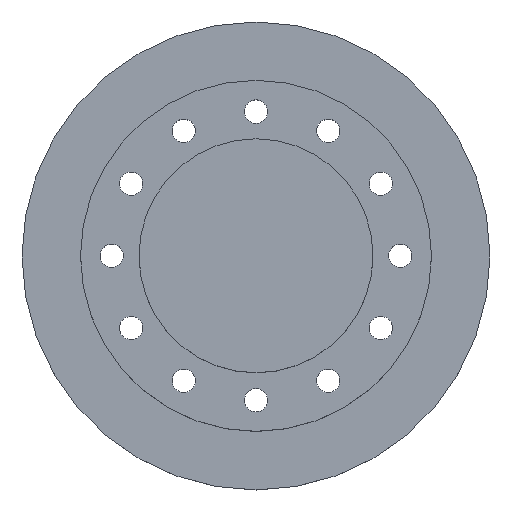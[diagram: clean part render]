
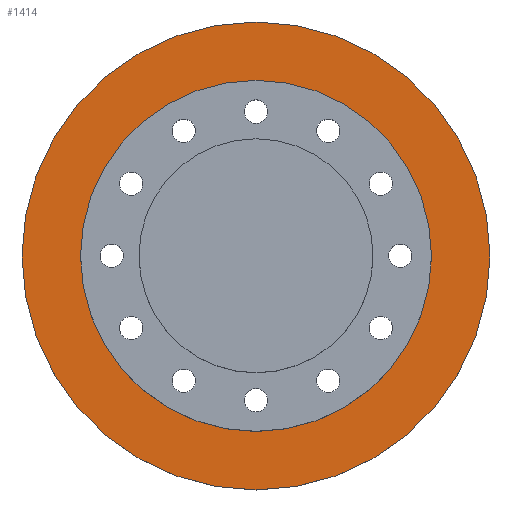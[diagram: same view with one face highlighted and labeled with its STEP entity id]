
A CAD part, top view. The second image highlights one B-rep face of the part: STEP entity #1414.
In plain terms, the highlighted planar face has unit normal (0, 0, 1).
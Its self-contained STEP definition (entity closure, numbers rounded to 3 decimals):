
#18 = DIRECTION ( 'NONE',  ( -1., 0., 0. ) ) ;
#22 = AXIS2_PLACEMENT_3D ( 'NONE', #1641, #1892, #1336 ) ;
#109 = EDGE_CURVE ( 'NONE', #2244, #612, #686, .T. ) ;
#265 = CARTESIAN_POINT ( 'NONE',  ( 0., 0., 3. ) ) ;
#287 = CARTESIAN_POINT ( 'NONE',  ( 30., 0., 3. ) ) ;
#535 = DIRECTION ( 'NONE',  ( -1., 0., 0. ) ) ;
#612 = VERTEX_POINT ( 'NONE', #287 ) ;
#636 = CARTESIAN_POINT ( 'NONE',  ( -30., 0., 3. ) ) ;
#686 = CIRCLE ( 'NONE', #22, 30. ) ;
#724 = EDGE_CURVE ( 'NONE', #612, #2244, #2640, .T. ) ;
#918 = ORIENTED_EDGE ( 'NONE', *, *, #2370, .T. ) ;
#983 = VERTEX_POINT ( 'NONE', #3629 ) ;
#1116 = AXIS2_PLACEMENT_3D ( 'NONE', #2934, #3209, #2970 ) ;
#1202 = DIRECTION ( 'NONE',  ( 0., 0., -1. ) ) ;
#1263 = DIRECTION ( 'NONE',  ( -1., 0., 0. ) ) ;
#1295 = AXIS2_PLACEMENT_3D ( 'NONE', #265, #1202, #18 ) ;
#1336 = DIRECTION ( 'NONE',  ( -1., 0., 0. ) ) ;
#1414 = ADVANCED_FACE ( 'NONE', ( #1437, #3125 ), #2234, .F. ) ;
#1437 = FACE_BOUND ( 'NONE', #1886, .T. ) ;
#1465 = ORIENTED_EDGE ( 'NONE', *, *, #3353, .T. ) ;
#1546 = AXIS2_PLACEMENT_3D ( 'NONE', #2990, #3063, #1263 ) ;
#1578 = VERTEX_POINT ( 'NONE', #3743 ) ;
#1641 = CARTESIAN_POINT ( 'NONE',  ( 0., 0., 3. ) ) ;
#1657 = CARTESIAN_POINT ( 'NONE',  ( 0., 0., 3. ) ) ;
#1886 = EDGE_LOOP ( 'NONE', ( #918, #1465 ) ) ;
#1892 = DIRECTION ( 'NONE',  ( 0., 0., -1. ) ) ;
#2234 = PLANE ( 'NONE',  #3517 ) ;
#2244 = VERTEX_POINT ( 'NONE', #636 ) ;
#2317 = DIRECTION ( 'NONE',  ( 0., 0., -1. ) ) ;
#2370 = EDGE_CURVE ( 'NONE', #1578, #983, #2705, .T. ) ;
#2391 = CIRCLE ( 'NONE', #1116, 22.5 ) ;
#2640 = CIRCLE ( 'NONE', #1295, 30. ) ;
#2705 = CIRCLE ( 'NONE', #1546, 22.5 ) ;
#2934 = CARTESIAN_POINT ( 'NONE',  ( 0., 0., 3. ) ) ;
#2970 = DIRECTION ( 'NONE',  ( -1., 0., 0. ) ) ;
#2990 = CARTESIAN_POINT ( 'NONE',  ( 0., 0., 3. ) ) ;
#2997 = ORIENTED_EDGE ( 'NONE', *, *, #724, .F. ) ;
#3063 = DIRECTION ( 'NONE',  ( 0., 0., -1. ) ) ;
#3125 = FACE_OUTER_BOUND ( 'NONE', #3260, .T. ) ;
#3209 = DIRECTION ( 'NONE',  ( 0., 0., -1. ) ) ;
#3260 = EDGE_LOOP ( 'NONE', ( #3279, #2997 ) ) ;
#3279 = ORIENTED_EDGE ( 'NONE', *, *, #109, .F. ) ;
#3353 = EDGE_CURVE ( 'NONE', #983, #1578, #2391, .T. ) ;
#3517 = AXIS2_PLACEMENT_3D ( 'NONE', #1657, #2317, #535 ) ;
#3629 = CARTESIAN_POINT ( 'NONE',  ( 22.5, 0., 3. ) ) ;
#3743 = CARTESIAN_POINT ( 'NONE',  ( -22.5, 0., 3. ) ) ;
